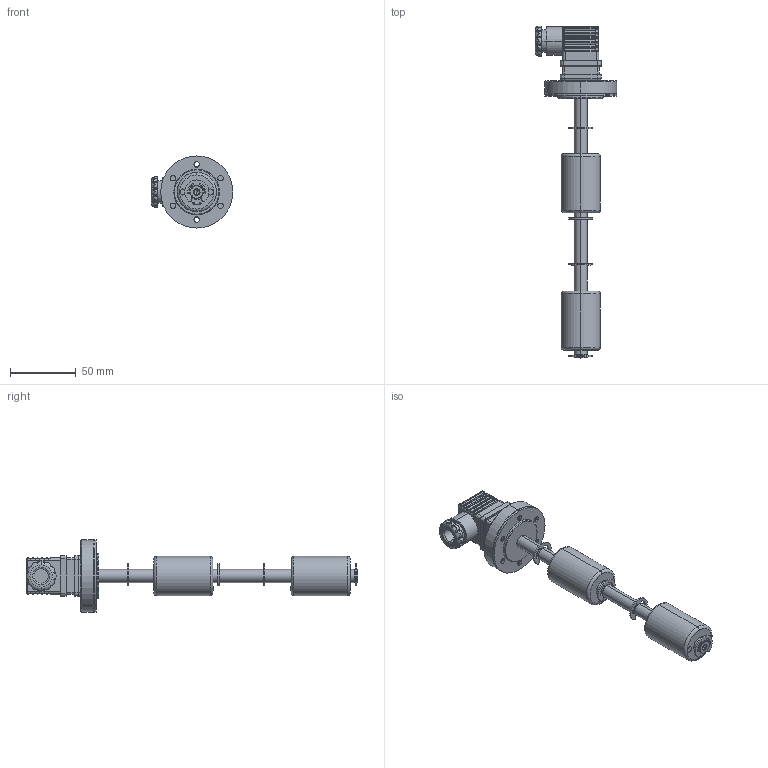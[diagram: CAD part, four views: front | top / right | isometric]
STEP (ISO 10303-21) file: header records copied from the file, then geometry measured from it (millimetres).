
FILE_DESCRIPTION (( 'STEP AP214' ), '1' );
FILE_NAME ('P320.STEP', '2020-02-13T09:26:29', ( '' ), ( '' ), 'SwSTEP 2.0', 'SolidWorks 2019', '' );
FILE_SCHEMA (( 'AUTOMOTIVE_DESIGN' ));
Length unit declared in the file: millimetre
Products named in the file (1): P320
Bounding box: 62.25 x 253.45 x 55 mm (x, y, z)
Surface area: 41066.4 mm2 (no closed solid volume)
Topology: 0 solids, 25 shells, 564 faces, 1648 edges, 1059 vertices
Faces by surface type: cylinder 284, plane 152, torus 52, bspline 44, cone 22, sphere 10
Entity records: 27560 total; most frequent: CARTESIAN_POINT 6798, DIRECTION 3130, ORIENTED_EDGE 2844, EDGE_CURVE 1642, AXIS2_PLACEMENT_3D 1243, VERTEX_POINT 1059, CIRCLE 722, LINE 644
